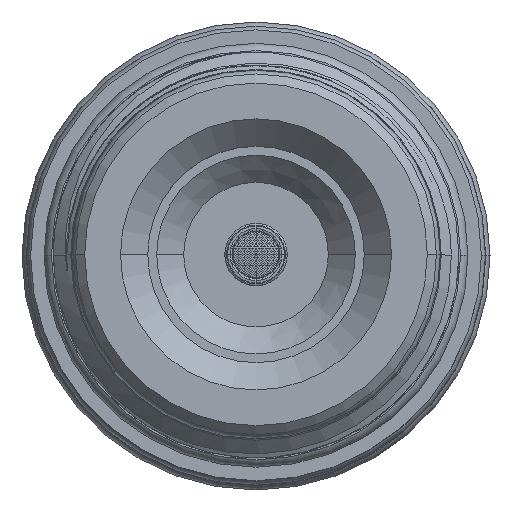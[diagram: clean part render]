
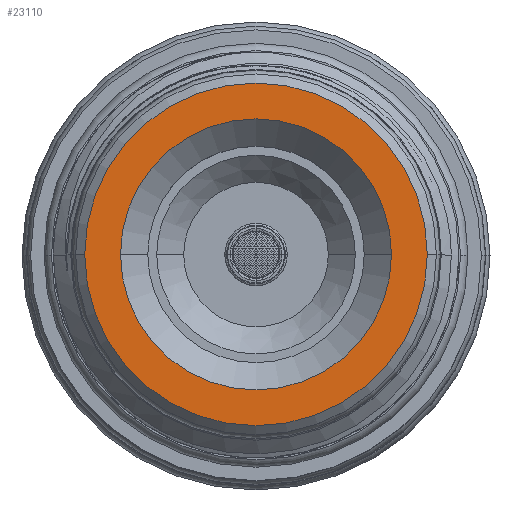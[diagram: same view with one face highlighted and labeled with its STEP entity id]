
A CAD part, top view. The second image highlights one B-rep face of the part: STEP entity #23110.
In plain terms, the highlighted planar face has unit normal (0, 0, 1).
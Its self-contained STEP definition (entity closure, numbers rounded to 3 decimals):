
#591 = CARTESIAN_POINT ( 'NONE',  ( -15.075, 0., 125.36 ) ) ;
#822 = DIRECTION ( 'NONE',  ( 0., 0., 1. ) ) ;
#975 = AXIS2_PLACEMENT_3D ( 'NONE', #21396, #3765, #42561 ) ;
#1255 = CARTESIAN_POINT ( 'NONE',  ( 0., 0., 125.36 ) ) ;
#2059 = DIRECTION ( 'NONE',  ( 1., 0., 0. ) ) ;
#2529 = FACE_BOUND ( 'NONE', #13825, .T. ) ;
#3765 = DIRECTION ( 'NONE',  ( 0., 0., 1. ) ) ;
#7498 = EDGE_CURVE ( 'NONE', #35932, #42066, #30518, .T. ) ;
#13630 = CARTESIAN_POINT ( 'NONE',  ( 15.075, 0., 125.36 ) ) ;
#13825 = EDGE_LOOP ( 'NONE', ( #15110, #20460 ) ) ;
#15110 = ORIENTED_EDGE ( 'NONE', *, *, #7498, .F. ) ;
#15690 = AXIS2_PLACEMENT_3D ( 'NONE', #40697, #49660, #2059 ) ;
#17232 = CARTESIAN_POINT ( 'NONE',  ( 0., 0., 125.36 ) ) ;
#18690 = ORIENTED_EDGE ( 'NONE', *, *, #36042, .F. ) ;
#18959 = AXIS2_PLACEMENT_3D ( 'NONE', #52591, #822, #22419 ) ;
#20460 = ORIENTED_EDGE ( 'NONE', *, *, #44879, .F. ) ;
#21396 = CARTESIAN_POINT ( 'NONE',  ( -15.075, 0., 125.36 ) ) ;
#22419 = DIRECTION ( 'NONE',  ( 1., 0., 0. ) ) ;
#23110 = ADVANCED_FACE ( 'NONE', ( #46077, #2529 ), #38068, .T. ) ;
#24921 = CARTESIAN_POINT ( 'NONE',  ( 11.925, 0., 125.36 ) ) ;
#29205 = VERTEX_POINT ( 'NONE', #13630 ) ;
#29471 = CIRCLE ( 'NONE', #49665, 15.075 ) ;
#30518 = CIRCLE ( 'NONE', #18959, 11.925 ) ;
#30827 = ORIENTED_EDGE ( 'NONE', *, *, #37114, .F. ) ;
#34672 = DIRECTION ( 'NONE',  ( -1., 0., 0. ) ) ;
#35932 = VERTEX_POINT ( 'NONE', #24921 ) ;
#36042 = EDGE_CURVE ( 'NONE', #29205, #53844, #48256, .T. ) ;
#36326 = CIRCLE ( 'NONE', #15690, 11.925 ) ;
#37114 = EDGE_CURVE ( 'NONE', #53844, #29205, #29471, .T. ) ;
#38068 = PLANE ( 'NONE',  #975 ) ;
#38771 = DIRECTION ( 'NONE',  ( 0., 0., -1. ) ) ;
#40697 = CARTESIAN_POINT ( 'NONE',  ( 0., 0., 125.36 ) ) ;
#42066 = VERTEX_POINT ( 'NONE', #45689 ) ;
#42561 = DIRECTION ( 'NONE',  ( 1., 0., 0. ) ) ;
#44264 = AXIS2_PLACEMENT_3D ( 'NONE', #1255, #52831, #48670 ) ;
#44649 = EDGE_LOOP ( 'NONE', ( #30827, #18690 ) ) ;
#44879 = EDGE_CURVE ( 'NONE', #42066, #35932, #36326, .T. ) ;
#45689 = CARTESIAN_POINT ( 'NONE',  ( -11.925, 0., 125.36 ) ) ;
#46077 = FACE_OUTER_BOUND ( 'NONE', #44649, .T. ) ;
#48256 = CIRCLE ( 'NONE', #44264, 15.075 ) ;
#48670 = DIRECTION ( 'NONE',  ( -1., 0., 0. ) ) ;
#49660 = DIRECTION ( 'NONE',  ( 0., 0., 1. ) ) ;
#49665 = AXIS2_PLACEMENT_3D ( 'NONE', #17232, #38771, #34672 ) ;
#52591 = CARTESIAN_POINT ( 'NONE',  ( 0., 0., 125.36 ) ) ;
#52831 = DIRECTION ( 'NONE',  ( 0., 0., -1. ) ) ;
#53844 = VERTEX_POINT ( 'NONE', #591 ) ;
